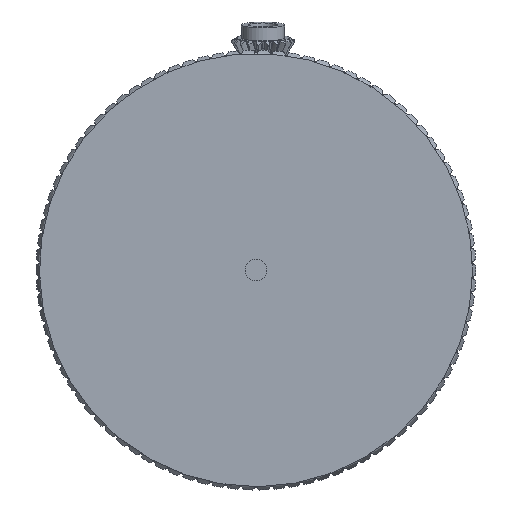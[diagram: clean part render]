
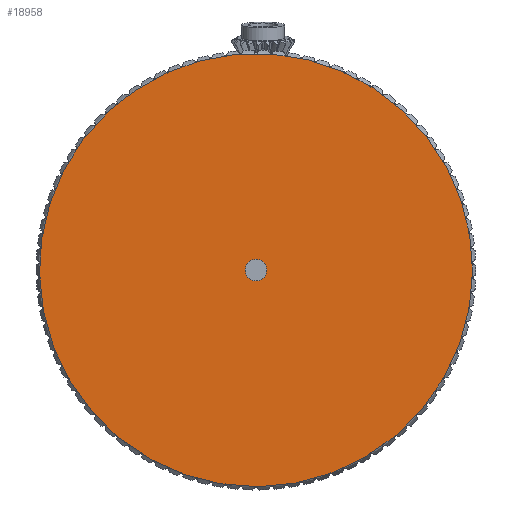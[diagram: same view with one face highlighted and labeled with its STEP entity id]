
A CAD part, left-side view. The second image highlights one B-rep face of the part: STEP entity #18958.
In plain terms, the highlighted planar face has unit normal (-1, 0, 0).
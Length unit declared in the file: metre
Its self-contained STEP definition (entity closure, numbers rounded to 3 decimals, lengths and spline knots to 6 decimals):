
#8099=ORIENTED_EDGE('',*,*,#12974,.F.);
#8100=ORIENTED_EDGE('',*,*,#12523,.T.);
#12523=EDGE_CURVE('',#15129,#15129,#16043,.T.);
#12974=EDGE_CURVE('',#15490,#15490,#16044,.F.);
#15129=VERTEX_POINT('',#30618);
#15490=VERTEX_POINT('',#32781);
#16043=CIRCLE('',#20240,0.150685);
#16044=CIRCLE('',#20242,0.0075);
#16529=EDGE_LOOP('',(#8099));
#16530=EDGE_LOOP('',(#8100));
#17591=FACE_BOUND('',#16529,.T.);
#17592=FACE_BOUND('',#16530,.T.);
#18399=PLANE('',#20241);
#18958=ADVANCED_FACE('',(#17591,#17592),#18399,.F.);
#20240=AXIS2_PLACEMENT_3D('',#30617,#22406,#22407);
#20241=AXIS2_PLACEMENT_3D('',#32779,#22408,#22409);
#20242=AXIS2_PLACEMENT_3D('',#32780,#22410,#22411);
#22406=DIRECTION('',(-1.,0.,0.));
#22407=DIRECTION('',(0.,-1.,0.));
#22408=DIRECTION('',(1.,0.,0.));
#22409=DIRECTION('',(0.,1.,0.));
#22410=DIRECTION('',(1.,0.,0.));
#22411=DIRECTION('',(0.,1.,0.));
#30617=CARTESIAN_POINT('',(0.,0.,0.));
#30618=CARTESIAN_POINT('',(0.,-0.150685,0.));
#32779=CARTESIAN_POINT('',(0.,0.,0.));
#32780=CARTESIAN_POINT('',(0.,0.,0.));
#32781=CARTESIAN_POINT('',(0.,0.0075,0.));
